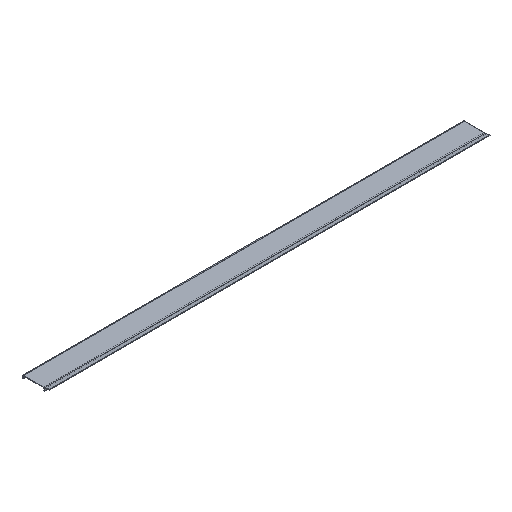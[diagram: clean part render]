
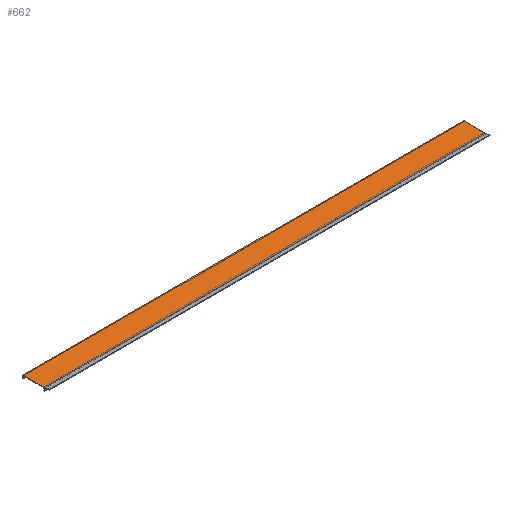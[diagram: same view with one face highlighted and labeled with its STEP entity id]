
A CAD part, isometric view. The second image highlights one B-rep face of the part: STEP entity #662.
In plain terms, the highlighted planar face has unit normal (0, 0, 1).
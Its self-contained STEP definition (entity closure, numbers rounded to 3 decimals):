
#635=AXIS2_PLACEMENT_3D('Plane Axis2P3D',#632,#633,#634) ;
#610=CARTESIAN_POINT('Vertex',(1000.,10.,7.1)) ;
#613=CARTESIAN_POINT('Line Origine',(500.,10.,7.1)) ;
#617=CARTESIAN_POINT('Vertex',(0.,10.,7.1)) ;
#632=CARTESIAN_POINT('Axis2P3D Location',(1000.,10.,7.1)) ;
#637=CARTESIAN_POINT('Line Origine',(1000.,34.,7.1)) ;
#641=CARTESIAN_POINT('Vertex',(1000.,58.,7.1)) ;
#644=CARTESIAN_POINT('Line Origine',(500.,58.,7.1)) ;
#648=CARTESIAN_POINT('Vertex',(0.,58.,7.1)) ;
#651=CARTESIAN_POINT('Line Origine',(0.,34.,7.1)) ;
#614=DIRECTION('Vector Direction',(-1.,0.,0.)) ;
#633=DIRECTION('Axis2P3D Direction',(0.,0.,1.)) ;
#634=DIRECTION('Axis2P3D XDirection',(0.,1.,0.)) ;
#638=DIRECTION('Vector Direction',(0.,1.,0.)) ;
#645=DIRECTION('Vector Direction',(-1.,0.,0.)) ;
#652=DIRECTION('Vector Direction',(0.,1.,0.)) ;
#615=VECTOR('Line Direction',#614,1.) ;
#639=VECTOR('Line Direction',#638,1.) ;
#646=VECTOR('Line Direction',#645,1.) ;
#653=VECTOR('Line Direction',#652,1.) ;
#657=ORIENTED_EDGE('',*,*,#619,.F.) ;
#658=ORIENTED_EDGE('',*,*,#643,.T.) ;
#659=ORIENTED_EDGE('',*,*,#650,.T.) ;
#660=ORIENTED_EDGE('',*,*,#655,.F.) ;
#662=ADVANCED_FACE('K\X2\00F6\X0\rper.3',(#661),#636,.T.) ;
#619=EDGE_CURVE('',#611,#618,#616,.T.) ;
#643=EDGE_CURVE('',#611,#642,#640,.T.) ;
#650=EDGE_CURVE('',#642,#649,#647,.T.) ;
#655=EDGE_CURVE('',#618,#649,#654,.T.) ;
#656=EDGE_LOOP('',(#657,#658,#659,#660)) ;
#661=FACE_OUTER_BOUND('',#656,.T.) ;
#616=LINE('Line',#613,#615) ;
#640=LINE('Line',#637,#639) ;
#647=LINE('Line',#644,#646) ;
#654=LINE('Line',#651,#653) ;
#636=PLANE('',#635) ;
#611=VERTEX_POINT('',#610) ;
#618=VERTEX_POINT('',#617) ;
#642=VERTEX_POINT('',#641) ;
#649=VERTEX_POINT('',#648) ;
